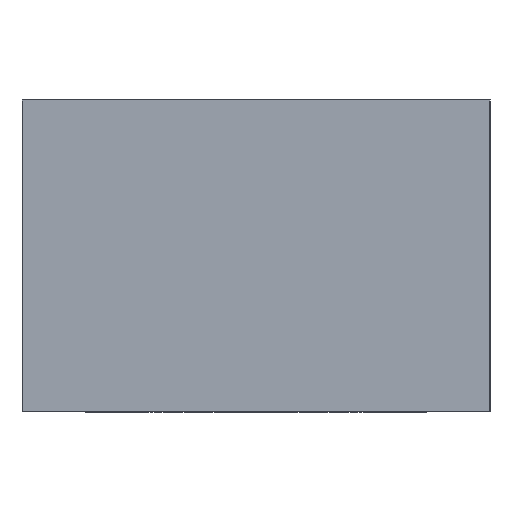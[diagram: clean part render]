
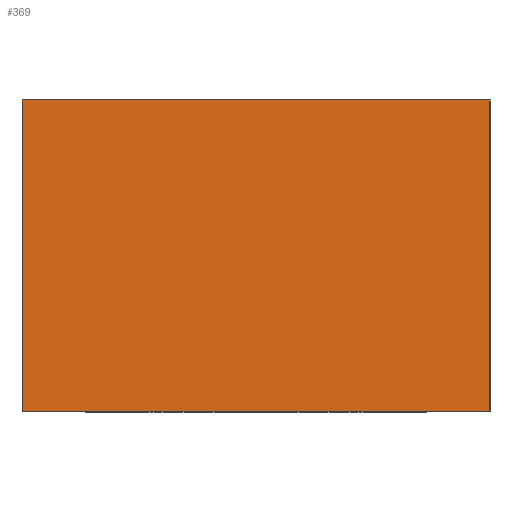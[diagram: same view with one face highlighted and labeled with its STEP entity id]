
A CAD part, left-side view. The second image highlights one B-rep face of the part: STEP entity #369.
In plain terms, the highlighted planar face has unit normal (-1, 0, 0).
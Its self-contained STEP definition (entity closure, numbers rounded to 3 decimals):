
#6 = CARTESIAN_POINT ( 'NONE',  ( -10., 6., 8. ) ) ;
#22 = VERTEX_POINT ( 'NONE', #152 ) ;
#43 = EDGE_CURVE ( 'NONE', #120, #350, #267, .T. ) ;
#44 = EDGE_CURVE ( 'NONE', #350, #22, #212, .T. ) ;
#48 = DIRECTION ( 'NONE',  ( 0., 1., 0. ) ) ;
#63 = LINE ( 'NONE', #363, #286 ) ;
#88 = CARTESIAN_POINT ( 'NONE',  ( -10., 6., 0. ) ) ;
#93 = VECTOR ( 'NONE', #202, 1000. ) ;
#103 = DIRECTION ( 'NONE',  ( 0., -1., 0. ) ) ;
#116 = AXIS2_PLACEMENT_3D ( 'NONE', #243, #227, #48 ) ;
#120 = VERTEX_POINT ( 'NONE', #215 ) ;
#152 = CARTESIAN_POINT ( 'NONE',  ( -10., -6., 0. ) ) ;
#165 = EDGE_CURVE ( 'NONE', #282, #22, #258, .T. ) ;
#170 = ORIENTED_EDGE ( 'NONE', *, *, #43, .F. ) ;
#174 = EDGE_LOOP ( 'NONE', ( #170, #273, #236, #201 ) ) ;
#182 = CARTESIAN_POINT ( 'NONE',  ( -10., -6., 8. ) ) ;
#187 = PLANE ( 'NONE',  #116 ) ;
#191 = CARTESIAN_POINT ( 'NONE',  ( -10., -6., 8. ) ) ;
#201 = ORIENTED_EDGE ( 'NONE', *, *, #44, .F. ) ;
#202 = DIRECTION ( 'NONE',  ( 0., -1., 0. ) ) ;
#212 = LINE ( 'NONE', #182, #225 ) ;
#215 = CARTESIAN_POINT ( 'NONE',  ( -10., 6., 8. ) ) ;
#225 = VECTOR ( 'NONE', #301, 1000. ) ;
#227 = DIRECTION ( 'NONE',  ( 1., 0., 0. ) ) ;
#236 = ORIENTED_EDGE ( 'NONE', *, *, #165, .T. ) ;
#243 = CARTESIAN_POINT ( 'NONE',  ( -10., 6., 8. ) ) ;
#247 = DIRECTION ( 'NONE',  ( 0., 0., -1. ) ) ;
#251 = FACE_OUTER_BOUND ( 'NONE', #174, .T. ) ;
#254 = CARTESIAN_POINT ( 'NONE',  ( -10., 6., 0. ) ) ;
#258 = LINE ( 'NONE', #88, #93 ) ;
#262 = EDGE_CURVE ( 'NONE', #120, #282, #63, .T. ) ;
#267 = LINE ( 'NONE', #6, #381 ) ;
#273 = ORIENTED_EDGE ( 'NONE', *, *, #262, .T. ) ;
#282 = VERTEX_POINT ( 'NONE', #254 ) ;
#286 = VECTOR ( 'NONE', #247, 1000. ) ;
#301 = DIRECTION ( 'NONE',  ( 0., 0., -1. ) ) ;
#350 = VERTEX_POINT ( 'NONE', #191 ) ;
#363 = CARTESIAN_POINT ( 'NONE',  ( -10., 6., 8. ) ) ;
#369 = ADVANCED_FACE ( 'NONE', ( #251 ), #187, .F. ) ;
#381 = VECTOR ( 'NONE', #103, 1000. ) ;
